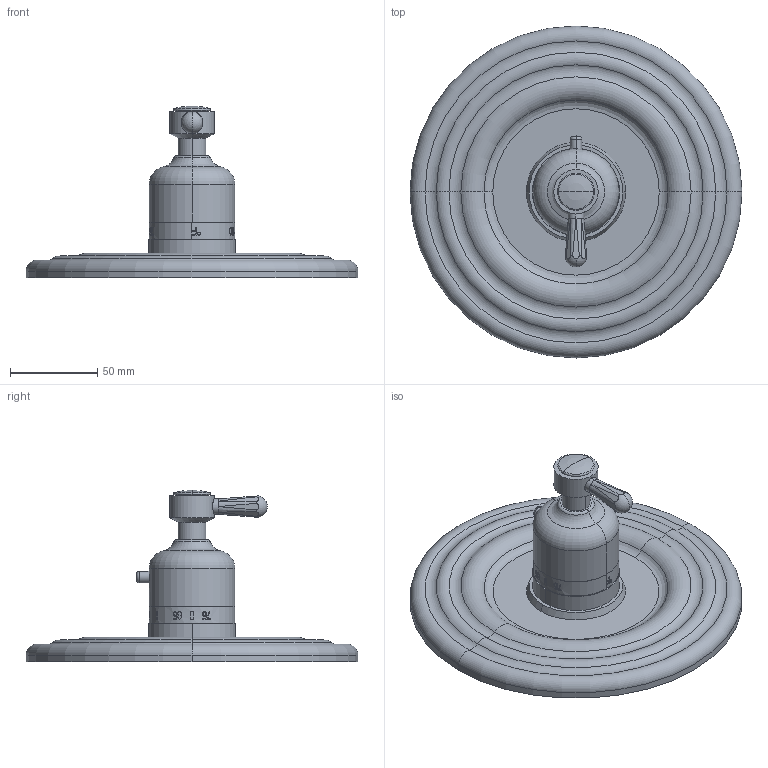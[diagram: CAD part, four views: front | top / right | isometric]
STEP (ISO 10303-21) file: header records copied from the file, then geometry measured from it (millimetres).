
FILE_DESCRIPTION((''),'2;1');
FILE_NAME('3-1664TR','2020-12-03T14:22:41',('jinson.thomas'),(''),'CREO PARAMETRIC BY PTC INC, 2018400','CREO PARAMETRIC BY PTC INC, 2018400','');
FILE_SCHEMA(('CONFIG_CONTROL_DESIGN'));
Length unit declared in the file: inch
Products named in the file (1): 3-1664TR
Bounding box: 190.5 x 190.5 x 98.48 mm (x, y, z)
Volume: 412093.8 mm3; surface area: 74589.1 mm2
Topology: 1 solids, 1 shells, 418 faces, 1141 edges, 743 vertices
Faces by surface type: plane 337, cylinder 39, torus 22, bspline 8, cone 6, sphere 6
Entity records: 13557 total; most frequent: CARTESIAN_POINT 3688, ORIENTED_EDGE 2270, DIRECTION 1719, EDGE_CURVE 1135, VERTEX_POINT 743, AXIS2_PLACEMENT_3D 620, VECTOR 479, LINE 479
